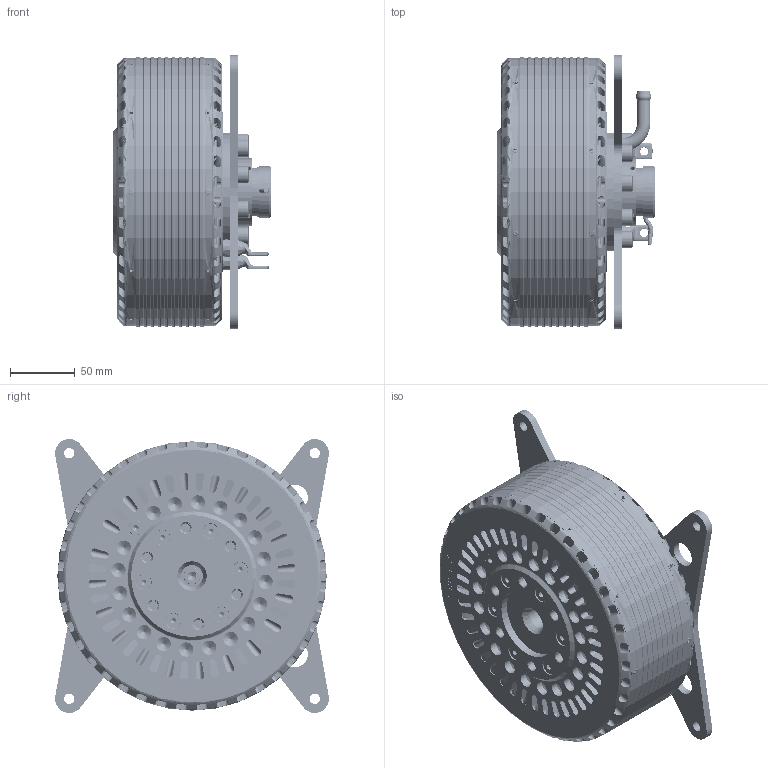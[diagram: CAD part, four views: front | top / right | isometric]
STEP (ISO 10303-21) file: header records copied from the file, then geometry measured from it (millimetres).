
FILE_DESCRIPTION (( 'STEP AP203' ), '1' );
FILE_NAME ('208_lc_resolver.STEP', '2022-05-09T07:48:25', ( '' ), ( '' ), 'SwSTEP 2.0', 'SolidWorks 2016', '' );
FILE_SCHEMA (( 'CONFIG_CONTROL_DESIGN' ));
Length unit declared in the file: millimetre
Products named in the file (3): 208_dodatek; 208_lc_resolver; 208_A01
Assembly tree (2 placements, depth 2):
  208_lc_resolver
    208_A01
    208_dodatek
Bounding box: 121.7 x 211.5 x 211.43 mm (x, y, z)
Volume: 1058874.2 mm3; surface area: 570034.7 mm2
Topology: 93 solids, 93 shells, 5371 faces, 14600 edges, 9161 vertices
Faces by surface type: plane 1618, cylinder 1545, bspline 1081, torus 579, cone 482, sphere 66
Full cylindrical faces by diameter (mm): 1.5 x1, 3 x1, 3.3 x5, 3.5 x1, 4 x41, 4.2 x1, 4.5 x2, 5 x6, 6 x12, 6.35 x3, 6.8 x23, 7 x12, 8 x48, 8.1 x6, 8.5 x3, 9 x2, 9.4 x1, 9.5 x1, 9.531 x3, 9.9 x2, 10 x4, 11 x21, 11.57 x6, 12 x11, 13 x10, 13.2 x1, 14 x1, 17 x1, 18 x1, 20 x4
Entity records: 239527 total; most frequent: CARTESIAN_POINT 118150, ORIENTED_EDGE 27270, DIRECTION 22361, EDGE_CURVE 13635, AXIS2_PLACEMENT_3D 9229, VERTEX_POINT 8931, EDGE_LOOP 6442, FACE_OUTER_BOUND 5765
